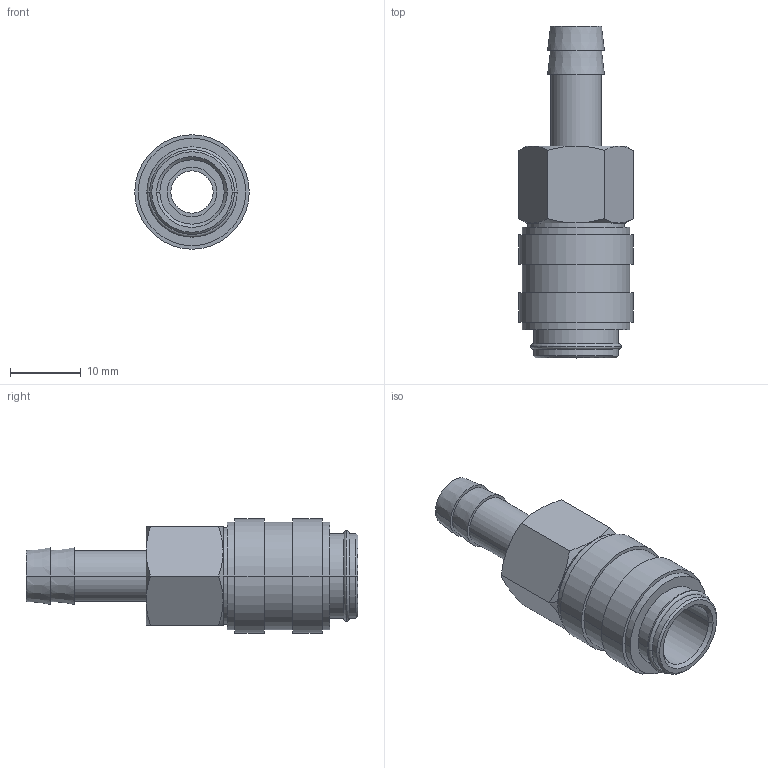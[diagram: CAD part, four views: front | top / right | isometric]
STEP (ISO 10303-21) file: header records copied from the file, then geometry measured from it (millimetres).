
FILE_DESCRIPTION(('STEP AP214'),'1');
FILE_NAME('ESME_6_TAB.stp','2020-08-17T11:37:39',('TraceParts'),('TraceParts S.A.'),'Spatial InterOp 3D',' ',' ');
FILE_SCHEMA(('AUTOMOTIVE_DESIGN { 1 0 10303 214 1 1 1 1 }'));
Length unit declared in the file: millimetre
Products named in the file (1): ESME_6_TAB
Bounding box: 16.2 x 47 x 16.2 mm (x, y, z)
Volume: 3927.3 mm3; surface area: 3355.3 mm2
Topology: 1 solids, 1 shells, 72 faces, 148 edges, 90 vertices
Faces by surface type: cylinder 24, cone 24, plane 20, torus 4
Entity records: 2526 total; most frequent: CARTESIAN_POINT 407, DIRECTION 352, ORIENTED_EDGE 296, AXIS2_PLACEMENT_3D 155, EDGE_CURVE 148, VERTEX_POINT 90, EDGE_LOOP 86, CIRCLE 82
